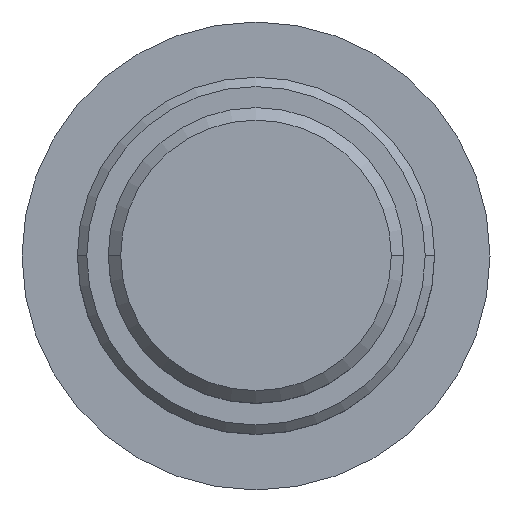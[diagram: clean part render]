
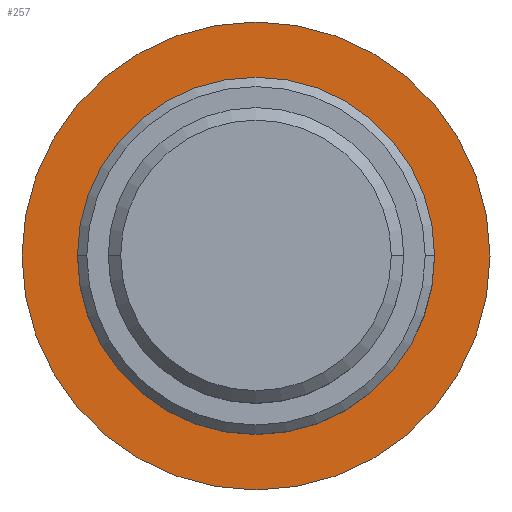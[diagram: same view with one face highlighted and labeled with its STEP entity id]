
A CAD part, top view. The second image highlights one B-rep face of the part: STEP entity #257.
In plain terms, the highlighted planar face has unit normal (0, 0, 1).
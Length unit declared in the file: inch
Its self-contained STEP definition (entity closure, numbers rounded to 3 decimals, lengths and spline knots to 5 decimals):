
#6 = CARTESIAN_POINT ( 'NONE',  ( -0.37402, 0., -0.54724 ) ) ;
#15 = CIRCLE ( 'NONE', #38, 0.28543 ) ;
#17 = DIRECTION ( 'NONE',  ( 0., 0., 1. ) ) ;
#21 = CARTESIAN_POINT ( 'NONE',  ( 0., 0., -0.54724 ) ) ;
#38 = AXIS2_PLACEMENT_3D ( 'NONE', #21, #154, #596 ) ;
#62 = VERTEX_POINT ( 'NONE', #89 ) ;
#80 = EDGE_LOOP ( 'NONE', ( #746, #589 ) ) ;
#89 = CARTESIAN_POINT ( 'NONE',  ( 0.37402, 0., -0.54724 ) ) ;
#94 = DIRECTION ( 'NONE',  ( 1., 0., 0. ) ) ;
#103 = EDGE_CURVE ( 'NONE', #62, #323, #809, .T. ) ;
#110 = ORIENTED_EDGE ( 'NONE', *, *, #103, .T. ) ;
#130 = EDGE_LOOP ( 'NONE', ( #110, #439 ) ) ;
#147 = CIRCLE ( 'NONE', #651, 0.37402 ) ;
#154 = DIRECTION ( 'NONE',  ( 0., 0., 1. ) ) ;
#188 = CIRCLE ( 'NONE', #291, 0.28543 ) ;
#210 = CARTESIAN_POINT ( 'NONE',  ( 0.28543, 0., -0.54724 ) ) ;
#227 = CARTESIAN_POINT ( 'NONE',  ( 0., 0., -0.54724 ) ) ;
#232 = CARTESIAN_POINT ( 'NONE',  ( 0., 0.28543, -0.54724 ) ) ;
#257 = ADVANCED_FACE ( 'NONE', ( #505, #815 ), #373, .F. ) ;
#291 = AXIS2_PLACEMENT_3D ( 'NONE', #352, #774, #538 ) ;
#323 = VERTEX_POINT ( 'NONE', #6 ) ;
#346 = EDGE_CURVE ( 'NONE', #323, #62, #147, .T. ) ;
#352 = CARTESIAN_POINT ( 'NONE',  ( 0., 0., -0.54724 ) ) ;
#373 = PLANE ( 'NONE',  #768 ) ;
#396 = VERTEX_POINT ( 'NONE', #210 ) ;
#413 = DIRECTION ( 'NONE',  ( 0., 0., 1. ) ) ;
#439 = ORIENTED_EDGE ( 'NONE', *, *, #346, .T. ) ;
#505 = FACE_BOUND ( 'NONE', #80, .T. ) ;
#508 = EDGE_CURVE ( 'NONE', #396, #517, #15, .T. ) ;
#517 = VERTEX_POINT ( 'NONE', #668 ) ;
#520 = DIRECTION ( 'NONE',  ( 1., 0., 0. ) ) ;
#535 = EDGE_CURVE ( 'NONE', #517, #396, #188, .T. ) ;
#538 = DIRECTION ( 'NONE',  ( 1., 0., 0. ) ) ;
#566 = DIRECTION ( 'NONE',  ( 0., 0., -1. ) ) ;
#573 = CARTESIAN_POINT ( 'NONE',  ( 0., 0., -0.54724 ) ) ;
#589 = ORIENTED_EDGE ( 'NONE', *, *, #535, .F. ) ;
#596 = DIRECTION ( 'NONE',  ( 1., 0., 0. ) ) ;
#651 = AXIS2_PLACEMENT_3D ( 'NONE', #573, #17, #520 ) ;
#668 = CARTESIAN_POINT ( 'NONE',  ( -0.28543, 0., -0.54724 ) ) ;
#675 = DIRECTION ( 'NONE',  ( -1., 0., 0. ) ) ;
#693 = AXIS2_PLACEMENT_3D ( 'NONE', #227, #413, #94 ) ;
#746 = ORIENTED_EDGE ( 'NONE', *, *, #508, .F. ) ;
#768 = AXIS2_PLACEMENT_3D ( 'NONE', #232, #566, #675 ) ;
#774 = DIRECTION ( 'NONE',  ( 0., 0., 1. ) ) ;
#809 = CIRCLE ( 'NONE', #693, 0.37402 ) ;
#815 = FACE_OUTER_BOUND ( 'NONE', #130, .T. ) ;
